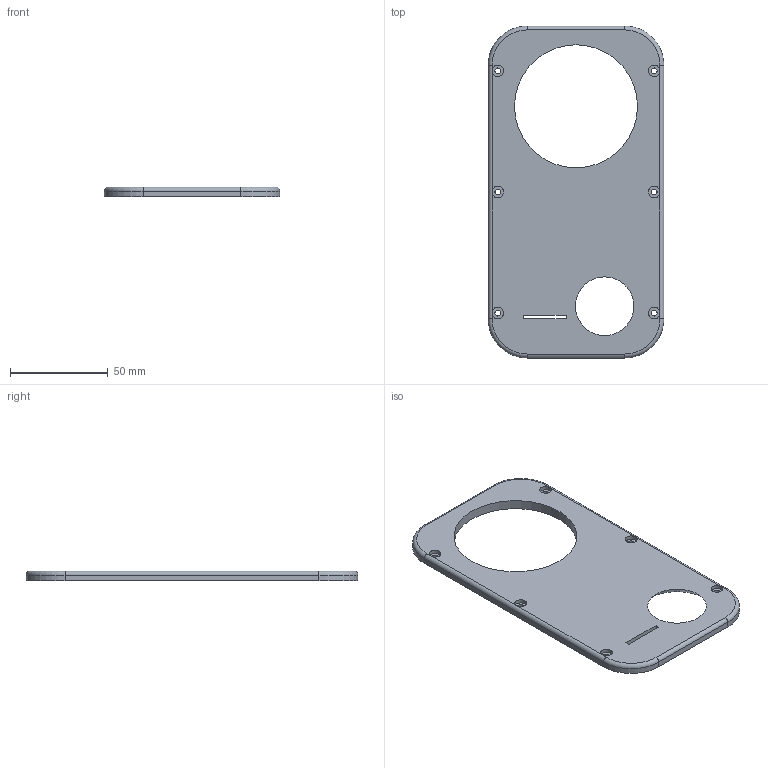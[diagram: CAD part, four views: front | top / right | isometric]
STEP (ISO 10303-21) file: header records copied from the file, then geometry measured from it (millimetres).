
FILE_DESCRIPTION(/* description */ ('CAx-IF Rec.Pracs.---Representation and Presentation of Product Manufacturing Information (PMI)---4.0---2014-10-13','CAx-IF Rec.Pracs.---3D Tessellated Geometry---0.4---2014-09-14','2;1'),/* implementation_level */ '2;1');
FILE_NAME(/* name */ 'CAP',/* time_stamp */ '2023-07-04T18:28:51+03:00',/* author */ (''),/* organization */ (''),/* preprocessor_version */ 'ST-DEVELOPER v16.7',/* originating_system */ $,/* authorisation */ $);
FILE_SCHEMA (('AP242_MANAGED_MODEL_BASED_3D_ENGINEERING_MIM_LF { 1 0 10303 442 20130219 1 4 }'));
Length unit declared in the file: millimetre
Products named in the file (1): CAP
Bounding box: 90 x 170 x 5 mm (x, y, z)
Volume: 53252.7 mm3; surface area: 25955.1 mm2
Topology: 1 solids, 1 shells, 42 faces, 142 edges, 119 vertices
Faces by surface type: cylinder 21, plane 16, torus 4, cone 1
Full cylindrical faces by diameter (mm): 3 x6, 6 x6, 63 x1
Entity records: 1611 total; most frequent: DIRECTION 281, CARTESIAN_POINT 244, ORIENTED_EDGE 172, AXIS2_PLACEMENT_3D 121, EDGE_CURVE 86, EDGE_LOOP 74, FACE_BOUND 74, CIRCLE 62
